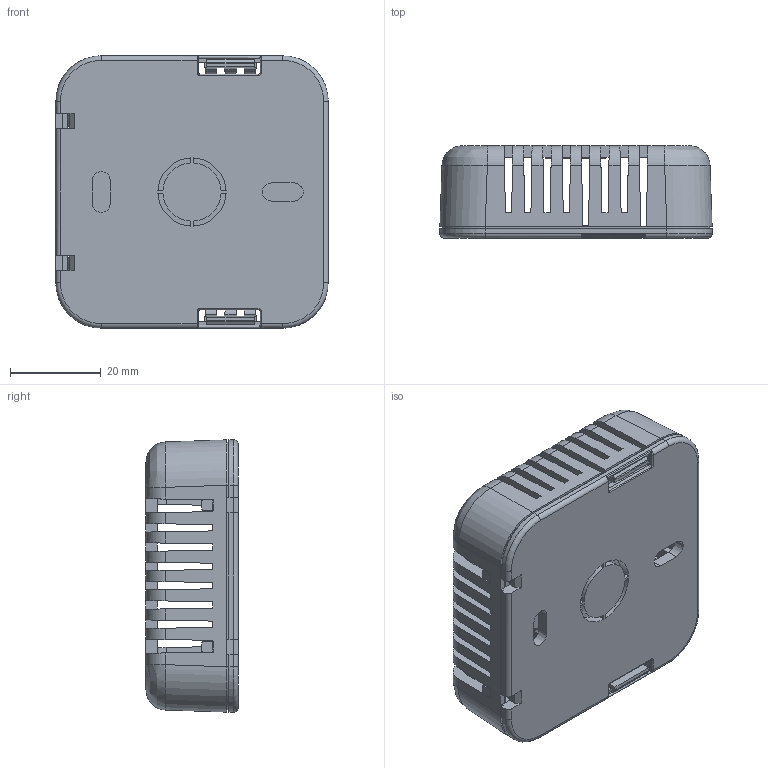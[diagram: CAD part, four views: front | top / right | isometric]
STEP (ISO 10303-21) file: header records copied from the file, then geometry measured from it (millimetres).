
FILE_DESCRIPTION(/* description */ (''),/* implementation_level */ '2;1');
FILE_NAME(/* name */ '3d_Ti-xxxR0xx_APONE.step',/* time_stamp */ '2021-07-28T15:35:32+02:00',/* author */ (''),/* organization */ (''),/* preprocessor_version */ 'ST-DEVELOPER v18.1',/* originating_system */ 'Autodesk Translation Framework v10.9.0.1377',/* authorisation */ '');
FILE_SCHEMA (('AUTOMOTIVE_DESIGN { 1 0 10303 214 3 1 1 }'));
Length unit declared in the file: millimetre
Products named in the file (3): Ti-xxxR0xx; 1551V3 BASE; 1551V3 COVER
Assembly tree (2 placements, depth 2):
  Ti-xxxR0xx
    1551V3 BASE
    1551V3 COVER
Bounding box: 60 x 20.3 x 60 mm (x, y, z)
Volume: 22006.2 mm3; surface area: 22841.2 mm2
Topology: 2 solids, 2 shells, 912 faces, 2684 edges, 1756 vertices
Faces by surface type: plane 547, bspline 176, cylinder 142, cone 37, torus 6, sphere 4
Entity records: 32248 total; most frequent: CARTESIAN_POINT 8552, ORIENTED_EDGE 5362, DIRECTION 4257, EDGE_CURVE 2681, LINE 1963, VECTOR 1963, VERTEX_POINT 1756, AXIS2_PLACEMENT_3D 1147
